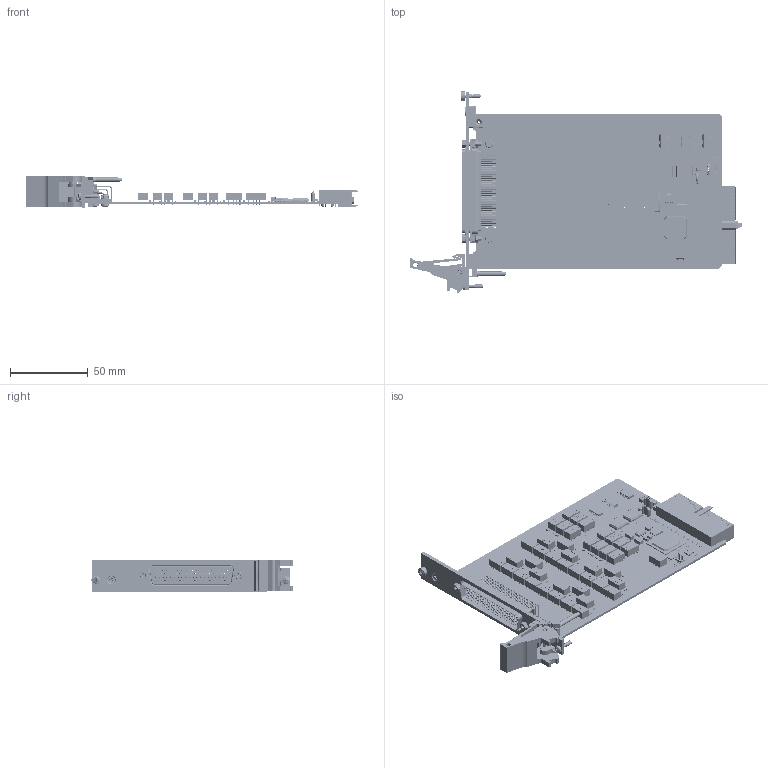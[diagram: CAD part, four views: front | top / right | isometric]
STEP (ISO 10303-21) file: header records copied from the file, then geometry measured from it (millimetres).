
FILE_DESCRIPTION (( 'STEP AP214' ), '1' );
FILE_NAME ('40-737-001 USB Data Coms MUX.STEP', '2013-09-05T11:46:22', ( 'admin' ), ( '' ), 'SwSTEP 2.0', 'SolidWorks 2012', '' );
FILE_SCHEMA (( 'AUTOMOTIVE_DESIGN' ));
Length unit declared in the file: millimetre
Products named in the file (1): 40-737-001 USB Data Coms MUX
Bounding box: 214 x 129.67 x 20 mm (x, y, z)
Surface area: 74277.9 mm2 (no closed solid volume)
Topology: 0 solids, 1901 shells, 5204 faces, 28821 edges, 24940 vertices
Faces by surface type: plane 3707, cylinder 1212, torus 185, bspline 49, cone 38, sphere 13
Full cylindrical faces by diameter (mm): 0.278 x1, 0.4 x341, 0.6 x172, 0.77 x145, 0.8 x7, 0.985 x1, 0.996 x1, 1.019 x1, 1.035 x1, 1.05 x74, 1.056 x1, 1.082 x1, 1.096 x1, 1.35 x2, 1.496 x2, 1.524 x6, 1.8 x4, 2 x7, 2.05 x3, 2.5 x8, 2.6 x3, 2.7 x1, 2.8 x1, 3 x3, 4.7 x1, 4.85 x1, 5 x6, 5.2 x2, 5.3 x1, 5.5 x2
Entity records: 417682 total; most frequent: CARTESIAN_POINT 156234, DIRECTION 35988, ORIENTED_EDGE 33078, EDGE_CURVE 27708, VERTEX_POINT 24815, VECTOR 18260, LINE 18260, AXIS2_PLACEMENT_3D 8864
